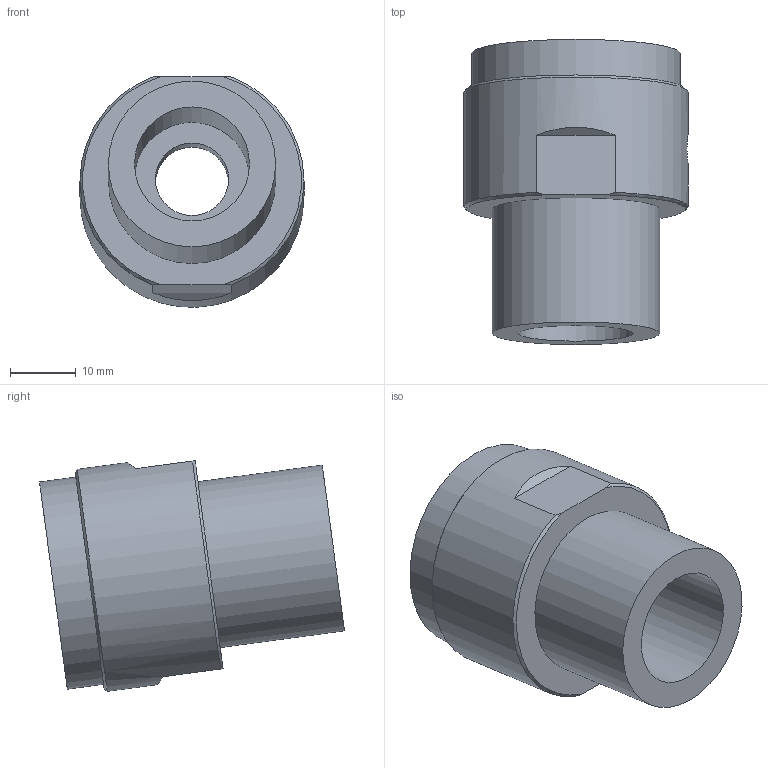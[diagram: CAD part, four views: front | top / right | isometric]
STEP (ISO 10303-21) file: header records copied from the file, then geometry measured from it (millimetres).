
FILE_DESCRIPTION(/* description */ ('STEP AP214'),/* implementation_level */ '2;1');
FILE_NAME(/* name */ '625b947f8af6832b85561505',/* time_stamp */ '2022-04-17T04:16:00+00:00',/* author */ (''),/* organization */ (''),/* preprocessor_version */ 'ST-DEVELOPER v18.101',/* originating_system */ ' ',/* authorisation */ ' ');
FILE_SCHEMA (('AUTOMOTIVE_DESIGN {1 0 10303 214 3 1 1}'));
Length unit declared in the file: metre
Products named in the file (1): Part 57
Bounding box: 34.04 x 46.32 x 35.03 mm (x, y, z)
Volume: 16956.1 mm3; surface area: 8270.5 mm2
Topology: 1 solids, 1 shells, 21 faces, 45 edges, 30 vertices
Faces by surface type: plane 10, cylinder 7, cone 3, bspline 1
Full cylindrical faces by diameter (mm): 3.175 x1, 11.113 x1, 17.462 x1, 23.368 x1, 25.4 x1, 31.75 x1, 34.036 x1
Entity records: 642 total; most frequent: CARTESIAN_POINT 198, DIRECTION 86, ORIENTED_EDGE 66, AXIS2_PLACEMENT_3D 39, EDGE_LOOP 38, FACE_BOUND 38, EDGE_CURVE 33, VERTEX_POINT 27
